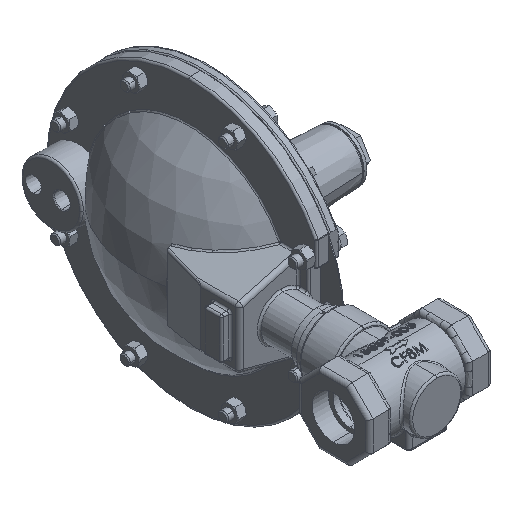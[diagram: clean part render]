
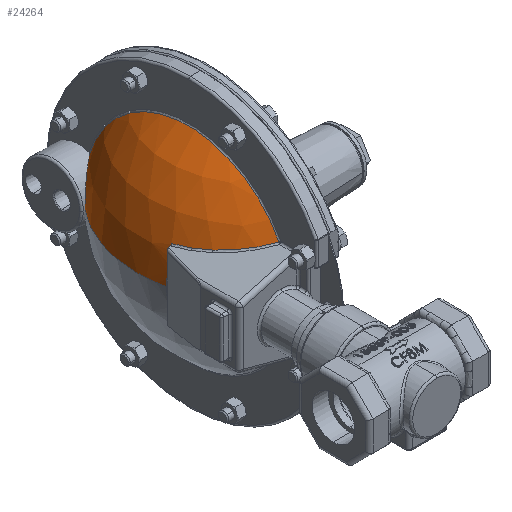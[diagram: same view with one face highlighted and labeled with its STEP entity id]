
A CAD part, isometric view. The second image highlights one B-rep face of the part: STEP entity #24264.
In plain terms, the highlighted spherical face has radius 101.6 mm.
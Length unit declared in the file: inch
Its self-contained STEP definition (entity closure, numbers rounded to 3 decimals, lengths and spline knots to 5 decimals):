
#411 = AXIS2_PLACEMENT_3D ( 'NONE', #43335, #16466, #47860 ) ;
#509 = EDGE_CURVE ( 'NONE', #20823, #39429, #6249, .T. ) ;
#1614 = CIRCLE ( 'NONE', #18239, 3.90973 ) ;
#1750 = CARTESIAN_POINT ( 'NONE',  ( 0.33318, 8.44491, 3.23496 ) ) ;
#2275 = ORIENTED_EDGE ( 'NONE', *, *, #13233, .T. ) ;
#2293 = FACE_OUTER_BOUND ( 'NONE', #24354, .T. ) ;
#2450 = AXIS2_PLACEMENT_3D ( 'NONE', #13417, #12323, #45588 ) ;
#5589 = CARTESIAN_POINT ( 'NONE',  ( 0.28724, 8.44491, 2.63737 ) ) ;
#6249 = CIRCLE ( 'NONE', #10026, 3.90973 ) ;
#6977 = EDGE_CURVE ( 'NONE', #54145, #18328, #20682, .T. ) ;
#7944 = AXIS2_PLACEMENT_3D ( 'NONE', #33748, #42752, #15899 ) ;
#8154 = CARTESIAN_POINT ( 'NONE',  ( 1.80091, 6.43881, 4.09687 ) ) ;
#8374 = ORIENTED_EDGE ( 'NONE', *, *, #33330, .T. ) ;
#9238 = EDGE_CURVE ( 'NONE', #27275, #23539, #22793, .T. ) ;
#9325 = CARTESIAN_POINT ( 'NONE',  ( 4.19697, 9.28991, 2.63737 ) ) ;
#10026 = AXIS2_PLACEMENT_3D ( 'NONE', #51669, #51787, #51795 ) ;
#11577 = ORIENTED_EDGE ( 'NONE', *, *, #509, .F. ) ;
#12323 = DIRECTION ( 'NONE',  ( 0., 0., -1. ) ) ;
#13233 = EDGE_CURVE ( 'NONE', #27418, #27275, #44102, .T. ) ;
#13417 = CARTESIAN_POINT ( 'NONE',  ( 4.19697, 9.28991, 2.63737 ) ) ;
#13815 = DIRECTION ( 'NONE',  ( 1., 0., 0. ) ) ;
#15065 = EDGE_CURVE ( 'NONE', #20823, #27418, #20807, .T. ) ;
#15899 = DIRECTION ( 'NONE',  ( 0., 1., 0. ) ) ;
#16321 = DIRECTION ( 'NONE',  ( 0., 0., -1. ) ) ;
#16466 = DIRECTION ( 'NONE',  ( -0.259, 0., 0.966 ) ) ;
#16507 = CARTESIAN_POINT ( 'NONE',  ( 0.19697, 9.28991, 2.63737 ) ) ;
#16521 = DIRECTION ( 'NONE',  ( -1., 0., 0. ) ) ;
#17330 = CARTESIAN_POINT ( 'NONE',  ( 1.80091, 9.28991, 2.63737 ) ) ;
#17675 = CARTESIAN_POINT ( 'NONE',  ( 1.09628, 11.81691, 2.63737 ) ) ;
#17814 = CARTESIAN_POINT ( 'NONE',  ( 1.09628, 11.81691, 2.65137 ) ) ;
#17866 = CARTESIAN_POINT ( 'NONE',  ( 1.71147, 12.31225, 3.47425 ) ) ;
#17939 = CARTESIAN_POINT ( 'NONE',  ( 1.09803, 11.81847, 2.69358 ) ) ;
#17985 = CARTESIAN_POINT ( 'NONE',  ( 1.09663, 11.81722, 2.66541 ) ) ;
#18001 = CARTESIAN_POINT ( 'NONE',  ( 1.09909, 11.81941, 2.70766 ) ) ;
#18050 = CARTESIAN_POINT ( 'NONE',  ( 1.10739, 11.8268, 2.7768 ) ) ;
#18058 = CARTESIAN_POINT ( 'NONE',  ( 1.10326, 11.82313, 2.74942 ) ) ;
#18117 = CARTESIAN_POINT ( 'NONE',  ( 1.11819, 11.83639, 2.83068 ) ) ;
#18180 = CARTESIAN_POINT ( 'NONE',  ( 1.13677, 11.85278, 2.89631 ) ) ;
#18229 = CARTESIAN_POINT ( 'NONE',  ( 1.12487, 11.8423, 2.85719 ) ) ;
#18237 = CARTESIAN_POINT ( 'NONE',  ( 1.14106, 11.85656, 2.90928 ) ) ;
#18239 = AXIS2_PLACEMENT_3D ( 'NONE', #45932, #19037, #50506 ) ;
#18328 = VERTEX_POINT ( 'NONE', #16507 ) ;
#18367 = CARTESIAN_POINT ( 'NONE',  ( 1.15496, 11.86875, 2.94716 ) ) ;
#18421 = CARTESIAN_POINT ( 'NONE',  ( 1.15015, 11.86454, 2.93469 ) ) ;
#18493 = CARTESIAN_POINT ( 'NONE',  ( 1.18025, 11.89084, 3.00847 ) ) ;
#18543 = CARTESIAN_POINT ( 'NONE',  ( 1.24597, 11.94721, 3.11818 ) ) ;
#18577 = AXIS2_PLACEMENT_3D ( 'NONE', #9325, #40618, #13815 ) ;
#18606 = CARTESIAN_POINT ( 'NONE',  ( 1.20445, 11.9118, 3.0541 ) ) ;
#18618 = CARTESIAN_POINT ( 'NONE',  ( 1.26073, 11.9597, 3.13883 ) ) ;
#18685 = CARTESIAN_POINT ( 'NONE',  ( 1.30729, 11.99872, 3.19673 ) ) ;
#18791 = CARTESIAN_POINT ( 'NONE',  ( 1.29136, 11.98544, 3.17806 ) ) ;
#18800 = CARTESIAN_POINT ( 'NONE',  ( 1.39214, 12.06836, 3.28257 ) ) ;
#18867 = CARTESIAN_POINT ( 'NONE',  ( 1.35683, 12.03965, 3.25024 ) ) ;
#18942 = CARTESIAN_POINT ( 'NONE',  ( 1.46739, 12.1281, 3.34081 ) ) ;
#18987 = CARTESIAN_POINT ( 'NONE',  ( 1.44821, 12.11299, 3.32681 ) ) ;
#18996 = CARTESIAN_POINT ( 'NONE',  ( 1.50627, 12.15841, 3.36719 ) ) ;
#19037 = DIRECTION ( 'NONE',  ( 0., -1., 0. ) ) ;
#20682 = CIRCLE ( 'NONE', #2450, 4. ) ;
#20807 = CIRCLE ( 'NONE', #411, 3.44666 ) ;
#20823 = VERTEX_POINT ( 'NONE', #46733 ) ;
#22793 = B_SPLINE_CURVE_WITH_KNOTS ( 'NONE', 3,
 ( #24080, #17866, #24151, #23812, #18996, #18942, #18987, #18800, #18867, #18685, #18791, #18618, #18543, #18606, #18493, #18367, #18421, #18237, #18180, #18229, #18117, #18050, #18058, #18001, #17939, #17985, #17814, #17675 ),
 .UNSPECIFIED., .F., .F.,
 ( 4, 2, 2, 2, 2, 2, 2, 2, 2, 2, 2, 2, 2, 4 ),
 ( 0., 0.00847, 0.01059, 0.01271, 0.01694, 0.01906, 0.02118, 0.02541, 0.02647, 0.02753, 0.02965, 0.03176, 0.03282, 0.03388 ),
 .UNSPECIFIED. ) ;
#23400 = ORIENTED_EDGE ( 'NONE', *, *, #15065, .T. ) ;
#23539 = VERTEX_POINT ( 'NONE', #37305 ) ;
#23812 = CARTESIAN_POINT ( 'NONE',  ( 1.52604, 12.17366, 3.37961 ) ) ;
#24080 = CARTESIAN_POINT ( 'NONE',  ( 1.80091, 12.37388, 3.50226 ) ) ;
#24151 = CARTESIAN_POINT ( 'NONE',  ( 1.62638, 12.25016, 3.43825 ) ) ;
#24264 = ADVANCED_FACE ( 'NONE', ( #2293 ), #36560, .T. ) ;
#24354 = EDGE_LOOP ( 'NONE', ( #28537, #29680, #11577, #23400, #2275, #47052, #8374 ) ) ;
#27275 = VERTEX_POINT ( 'NONE', #52717 ) ;
#27418 = VERTEX_POINT ( 'NONE', #8154 ) ;
#28537 = ORIENTED_EDGE ( 'NONE', *, *, #6977, .F. ) ;
#29680 = ORIENTED_EDGE ( 'NONE', *, *, #34476, .F. ) ;
#33330 = EDGE_CURVE ( 'NONE', #23539, #18328, #49292, .T. ) ;
#33748 = CARTESIAN_POINT ( 'NONE',  ( 4.19697, 9.28991, 2.63737 ) ) ;
#34476 = EDGE_CURVE ( 'NONE', #39429, #54145, #1614, .T. ) ;
#36560 = SPHERICAL_SURFACE ( 'NONE', #7944, 4. ) ;
#37305 = CARTESIAN_POINT ( 'NONE',  ( 1.09628, 11.81691, 2.63737 ) ) ;
#39429 = VERTEX_POINT ( 'NONE', #1750 ) ;
#40618 = DIRECTION ( 'NONE',  ( 0., 0., 1. ) ) ;
#42752 = DIRECTION ( 'NONE',  ( 0., 0., -1. ) ) ;
#43335 = CARTESIAN_POINT ( 'NONE',  ( 3.67159, 9.28991, 4.59811 ) ) ;
#44102 = CIRCLE ( 'NONE', #54108, 3.20295 ) ;
#45588 = DIRECTION ( 'NONE',  ( 0., 1., 0. ) ) ;
#45932 = CARTESIAN_POINT ( 'NONE',  ( 4.19697, 8.44491, 2.63737 ) ) ;
#46733 = CARTESIAN_POINT ( 'NONE',  ( 0.44398, 8.44491, 3.73328 ) ) ;
#47052 = ORIENTED_EDGE ( 'NONE', *, *, #9238, .T. ) ;
#47860 = DIRECTION ( 'NONE',  ( 0.966, 0., 0.259 ) ) ;
#49292 = CIRCLE ( 'NONE', #18577, 4. ) ;
#50506 = DIRECTION ( 'NONE',  ( 0., 0., -1. ) ) ;
#51669 = CARTESIAN_POINT ( 'NONE',  ( 4.19697, 8.44491, 2.63737 ) ) ;
#51787 = DIRECTION ( 'NONE',  ( 0., -1., 0. ) ) ;
#51795 = DIRECTION ( 'NONE',  ( 0., 0., -1. ) ) ;
#52717 = CARTESIAN_POINT ( 'NONE',  ( 1.80091, 12.37388, 3.50226 ) ) ;
#54108 = AXIS2_PLACEMENT_3D ( 'NONE', #17330, #16521, #16321 ) ;
#54145 = VERTEX_POINT ( 'NONE', #5589 ) ;
